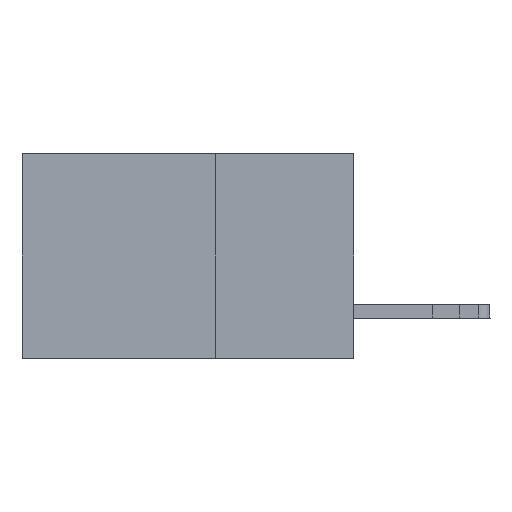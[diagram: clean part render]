
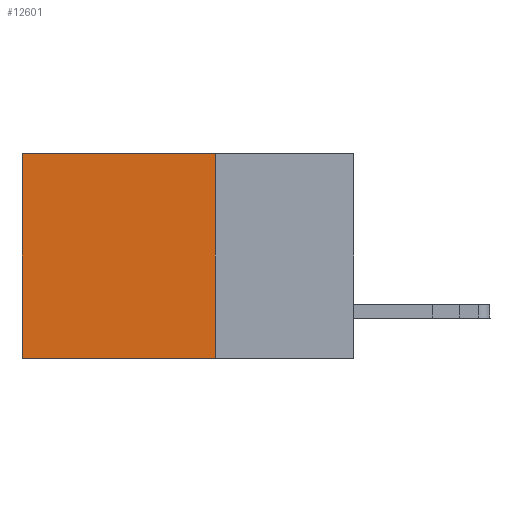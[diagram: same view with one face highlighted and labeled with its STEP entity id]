
A CAD part, left-side view. The second image highlights one B-rep face of the part: STEP entity #12601.
In plain terms, the highlighted planar face has unit normal (-1, 0, 0).
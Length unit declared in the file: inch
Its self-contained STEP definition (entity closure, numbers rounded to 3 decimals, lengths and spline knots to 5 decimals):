
#636 = ORIENTED_EDGE ( 'NONE', *, *, #25223, .T. ) ;
#4865 = CARTESIAN_POINT ( 'NONE',  ( 0.2875, 0.6, -0.37 ) ) ;
#8327 = LINE ( 'NONE', #26320, #20789 ) ;
#9199 = VERTEX_POINT ( 'NONE', #24664 ) ;
#9734 = CARTESIAN_POINT ( 'NONE',  ( 0.2875, 0.6, 0. ) ) ;
#11814 = VECTOR ( 'NONE', #14058, 39.37008 ) ;
#12601 = ADVANCED_FACE ( 'NONE', ( #27328 ), #18701, .F. ) ;
#12746 = ORIENTED_EDGE ( 'NONE', *, *, #26772, .F. ) ;
#13542 = DIRECTION ( 'NONE',  ( 0., 0., -1. ) ) ;
#14058 = DIRECTION ( 'NONE',  ( 0., 1., 0. ) ) ;
#14162 = VERTEX_POINT ( 'NONE', #22498 ) ;
#15124 = DIRECTION ( 'NONE',  ( 0., 0., -1. ) ) ;
#15616 = LINE ( 'NONE', #27685, #29556 ) ;
#15919 = DIRECTION ( 'NONE',  ( 0., 1., 0. ) ) ;
#16385 = EDGE_CURVE ( 'NONE', #14162, #9199, #15616, .T. ) ;
#18418 = AXIS2_PLACEMENT_3D ( 'NONE', #31818, #29262, #13542 ) ;
#18701 = PLANE ( 'NONE',  #18418 ) ;
#19390 = VERTEX_POINT ( 'NONE', #22367 ) ;
#20789 = VECTOR ( 'NONE', #15919, 39.37008 ) ;
#21040 = LINE ( 'NONE', #9734, #34171 ) ;
#21586 = EDGE_CURVE ( 'NONE', #19390, #26643, #21040, .T. ) ;
#22367 = CARTESIAN_POINT ( 'NONE',  ( 0.2875, 0.6, 0. ) ) ;
#22498 = CARTESIAN_POINT ( 'NONE',  ( 0.2875, 0.25, 0. ) ) ;
#24664 = CARTESIAN_POINT ( 'NONE',  ( 0.2875, 0.25, -0.37 ) ) ;
#25223 = EDGE_CURVE ( 'NONE', #14162, #19390, #8327, .T. ) ;
#26320 = CARTESIAN_POINT ( 'NONE',  ( 0.2875, 0.25, 0. ) ) ;
#26643 = VERTEX_POINT ( 'NONE', #4865 ) ;
#26772 = EDGE_CURVE ( 'NONE', #9199, #26643, #31986, .T. ) ;
#27328 = FACE_OUTER_BOUND ( 'NONE', #31367, .T. ) ;
#27685 = CARTESIAN_POINT ( 'NONE',  ( 0.2875, 0.25, 0. ) ) ;
#29262 = DIRECTION ( 'NONE',  ( 1., 0., 0. ) ) ;
#29556 = VECTOR ( 'NONE', #30344, 39.37008 ) ;
#30344 = DIRECTION ( 'NONE',  ( 0., 0., -1. ) ) ;
#31367 = EDGE_LOOP ( 'NONE', ( #32875, #12746, #33689, #636 ) ) ;
#31818 = CARTESIAN_POINT ( 'NONE',  ( 0.2875, 0.25, 0. ) ) ;
#31986 = LINE ( 'NONE', #32541, #11814 ) ;
#32541 = CARTESIAN_POINT ( 'NONE',  ( 0.2875, 0.25, -0.37 ) ) ;
#32875 = ORIENTED_EDGE ( 'NONE', *, *, #21586, .T. ) ;
#33689 = ORIENTED_EDGE ( 'NONE', *, *, #16385, .F. ) ;
#34171 = VECTOR ( 'NONE', #15124, 39.37008 ) ;
